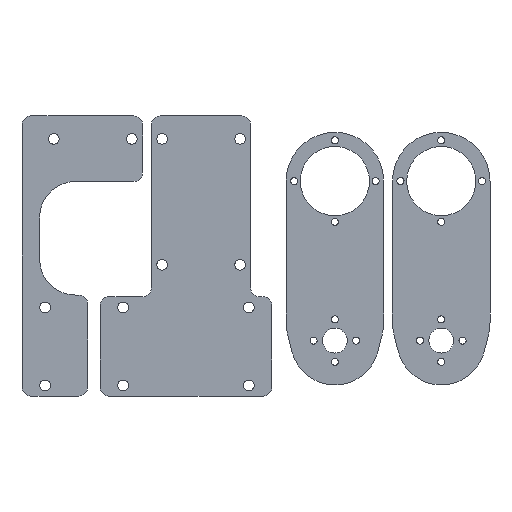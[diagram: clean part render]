
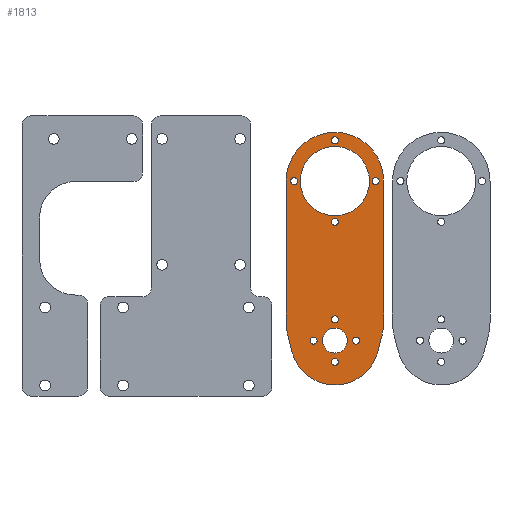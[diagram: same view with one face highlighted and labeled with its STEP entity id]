
A CAD part, front view. The second image highlights one B-rep face of the part: STEP entity #1813.
In plain terms, the highlighted planar face has unit normal (0, -1, 0).
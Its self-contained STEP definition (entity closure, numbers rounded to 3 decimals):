
#21=FACE_BOUND('',#208,.T.);
#22=FACE_BOUND('',#209,.T.);
#23=FACE_BOUND('',#210,.T.);
#24=FACE_BOUND('',#211,.T.);
#25=FACE_BOUND('',#212,.T.);
#26=FACE_BOUND('',#213,.T.);
#27=FACE_BOUND('',#214,.T.);
#28=FACE_BOUND('',#215,.T.);
#29=FACE_BOUND('',#216,.T.);
#30=FACE_BOUND('',#217,.T.);
#86=PLANE('',#1920);
#119=FACE_OUTER_BOUND('',#207,.T.);
#207=EDGE_LOOP('',(#1223,#1224,#1225,#1226,#1227,#1228,#1229,#1230));
#208=EDGE_LOOP('',(#1231,#1232));
#209=EDGE_LOOP('',(#1233,#1234));
#210=EDGE_LOOP('',(#1235,#1236));
#211=EDGE_LOOP('',(#1237,#1238));
#212=EDGE_LOOP('',(#1239));
#213=EDGE_LOOP('',(#1240));
#214=EDGE_LOOP('',(#1241));
#215=EDGE_LOOP('',(#1242));
#216=EDGE_LOOP('',(#1243));
#217=EDGE_LOOP('',(#1244));
#359=LINE('',#2748,#487);
#362=LINE('',#2754,#490);
#363=LINE('',#2758,#491);
#364=LINE('',#2762,#492);
#487=VECTOR('',#2158,10.);
#490=VECTOR('',#2163,10.);
#491=VECTOR('',#2166,10.);
#492=VECTOR('',#2169,10.);
#613=CIRCLE('',#1917,30.);
#615=CIRCLE('',#1921,25.);
#616=CIRCLE('',#1922,30.);
#617=CIRCLE('',#1923,27.5);
#618=CIRCLE('',#1924,2.);
#619=CIRCLE('',#1925,2.);
#620=CIRCLE('',#1926,2.);
#621=CIRCLE('',#1927,2.);
#622=CIRCLE('',#1928,2.);
#623=CIRCLE('',#1929,2.);
#624=CIRCLE('',#1930,2.);
#625=CIRCLE('',#1931,2.);
#626=CIRCLE('',#1932,19.5);
#627=CIRCLE('',#1933,7.);
#628=CIRCLE('',#1934,2.);
#629=CIRCLE('',#1935,2.);
#630=CIRCLE('',#1936,2.);
#631=CIRCLE('',#1937,2.);
#755=VERTEX_POINT('',#2738);
#756=VERTEX_POINT('',#2739);
#759=VERTEX_POINT('',#2747);
#761=VERTEX_POINT('',#2753);
#762=VERTEX_POINT('',#2755);
#763=VERTEX_POINT('',#2757);
#764=VERTEX_POINT('',#2759);
#765=VERTEX_POINT('',#2761);
#766=VERTEX_POINT('',#2764);
#767=VERTEX_POINT('',#2765);
#768=VERTEX_POINT('',#2768);
#769=VERTEX_POINT('',#2769);
#770=VERTEX_POINT('',#2772);
#771=VERTEX_POINT('',#2773);
#772=VERTEX_POINT('',#2776);
#773=VERTEX_POINT('',#2777);
#774=VERTEX_POINT('',#2780);
#775=VERTEX_POINT('',#2782);
#776=VERTEX_POINT('',#2784);
#777=VERTEX_POINT('',#2786);
#778=VERTEX_POINT('',#2788);
#779=VERTEX_POINT('',#2790);
#945=EDGE_CURVE('',#755,#756,#613,.T.);
#949=EDGE_CURVE('',#759,#756,#359,.F.);
#952=EDGE_CURVE('',#755,#761,#362,.T.);
#953=EDGE_CURVE('',#761,#762,#615,.T.);
#954=EDGE_CURVE('',#762,#763,#363,.T.);
#955=EDGE_CURVE('',#764,#763,#616,.T.);
#956=EDGE_CURVE('',#764,#765,#364,.F.);
#957=EDGE_CURVE('',#765,#759,#617,.F.);
#958=EDGE_CURVE('',#766,#767,#618,.T.);
#959=EDGE_CURVE('',#767,#766,#619,.T.);
#960=EDGE_CURVE('',#768,#769,#620,.T.);
#961=EDGE_CURVE('',#769,#768,#621,.T.);
#962=EDGE_CURVE('',#770,#771,#622,.T.);
#963=EDGE_CURVE('',#771,#770,#623,.T.);
#964=EDGE_CURVE('',#772,#773,#624,.T.);
#965=EDGE_CURVE('',#773,#772,#625,.T.);
#966=EDGE_CURVE('',#774,#774,#626,.F.);
#967=EDGE_CURVE('',#775,#775,#627,.T.);
#968=EDGE_CURVE('',#776,#776,#628,.T.);
#969=EDGE_CURVE('',#777,#777,#629,.T.);
#970=EDGE_CURVE('',#778,#778,#630,.T.);
#971=EDGE_CURVE('',#779,#779,#631,.T.);
#1223=ORIENTED_EDGE('',*,*,#945,.F.);
#1224=ORIENTED_EDGE('',*,*,#952,.T.);
#1225=ORIENTED_EDGE('',*,*,#953,.T.);
#1226=ORIENTED_EDGE('',*,*,#954,.T.);
#1227=ORIENTED_EDGE('',*,*,#955,.F.);
#1228=ORIENTED_EDGE('',*,*,#956,.T.);
#1229=ORIENTED_EDGE('',*,*,#957,.T.);
#1230=ORIENTED_EDGE('',*,*,#949,.T.);
#1231=ORIENTED_EDGE('',*,*,#958,.T.);
#1232=ORIENTED_EDGE('',*,*,#959,.T.);
#1233=ORIENTED_EDGE('',*,*,#960,.T.);
#1234=ORIENTED_EDGE('',*,*,#961,.T.);
#1235=ORIENTED_EDGE('',*,*,#962,.T.);
#1236=ORIENTED_EDGE('',*,*,#963,.T.);
#1237=ORIENTED_EDGE('',*,*,#964,.T.);
#1238=ORIENTED_EDGE('',*,*,#965,.T.);
#1239=ORIENTED_EDGE('',*,*,#966,.T.);
#1240=ORIENTED_EDGE('',*,*,#967,.T.);
#1241=ORIENTED_EDGE('',*,*,#968,.T.);
#1242=ORIENTED_EDGE('',*,*,#969,.T.);
#1243=ORIENTED_EDGE('',*,*,#970,.T.);
#1244=ORIENTED_EDGE('',*,*,#971,.T.);
#1813=ADVANCED_FACE('',(#119,#21,#22,#23,#24,#25,#26,#27,#28,#29,#30),#86,
 .T.);
#1917=AXIS2_PLACEMENT_3D('',#2740,#2150,#2151);
#1920=AXIS2_PLACEMENT_3D('',#2752,#2161,#2162);
#1921=AXIS2_PLACEMENT_3D('',#2756,#2164,#2165);
#1922=AXIS2_PLACEMENT_3D('',#2760,#2167,#2168);
#1923=AXIS2_PLACEMENT_3D('',#2763,#2170,#2171);
#1924=AXIS2_PLACEMENT_3D('',#2766,#2172,#2173);
#1925=AXIS2_PLACEMENT_3D('',#2767,#2174,#2175);
#1926=AXIS2_PLACEMENT_3D('',#2770,#2176,#2177);
#1927=AXIS2_PLACEMENT_3D('',#2771,#2178,#2179);
#1928=AXIS2_PLACEMENT_3D('',#2774,#2180,#2181);
#1929=AXIS2_PLACEMENT_3D('',#2775,#2182,#2183);
#1930=AXIS2_PLACEMENT_3D('',#2778,#2184,#2185);
#1931=AXIS2_PLACEMENT_3D('',#2779,#2186,#2187);
#1932=AXIS2_PLACEMENT_3D('',#2781,#2188,#2189);
#1933=AXIS2_PLACEMENT_3D('',#2783,#2190,#2191);
#1934=AXIS2_PLACEMENT_3D('',#2785,#2192,#2193);
#1935=AXIS2_PLACEMENT_3D('',#2787,#2194,#2195);
#1936=AXIS2_PLACEMENT_3D('',#2789,#2196,#2197);
#1937=AXIS2_PLACEMENT_3D('',#2791,#2198,#2199);
#2150=DIRECTION('center_axis',(0.,1.,0.));
#2151=DIRECTION('ref_axis',(-0.992,0.,-0.124));
#2158=DIRECTION('',(0.,0.,1.));
#2161=DIRECTION('center_axis',(0.,-1.,0.));
#2162=DIRECTION('ref_axis',(0.,0.,1.));
#2163=DIRECTION('',(0.246,0.,-0.969));
#2164=DIRECTION('center_axis',(0.,-1.,0.));
#2165=DIRECTION('ref_axis',(0.,0.,
-1.));
#2166=DIRECTION('',(0.246,0.,0.969));
#2167=DIRECTION('center_axis',(0.,1.,0.));
#2168=DIRECTION('ref_axis',(0.992,0.,-0.124));
#2169=DIRECTION('',(0.,0.,-1.));
#2170=DIRECTION('center_axis',(0.,1.,0.));
#2171=DIRECTION('ref_axis',(0.,0.,1.));
#2172=DIRECTION('center_axis',(0.,1.,0.));
#2173=DIRECTION('ref_axis',(0.,0.,1.));
#2174=DIRECTION('center_axis',(0.,1.,0.));
#2175=DIRECTION('ref_axis',(0.,0.,1.));
#2176=DIRECTION('center_axis',(0.,1.,0.));
#2177=DIRECTION('ref_axis',(0.,0.,1.));
#2178=DIRECTION('center_axis',(0.,1.,0.));
#2179=DIRECTION('ref_axis',(0.,0.,1.));
#2180=DIRECTION('center_axis',(0.,1.,0.));
#2181=DIRECTION('ref_axis',(0.,0.,1.));
#2182=DIRECTION('center_axis',(0.,1.,0.));
#2183=DIRECTION('ref_axis',(0.,0.,1.));
#2184=DIRECTION('center_axis',(0.,1.,0.));
#2185=DIRECTION('ref_axis',(0.,0.,1.));
#2186=DIRECTION('center_axis',(0.,1.,0.));
#2187=DIRECTION('ref_axis',(0.,0.,1.));
#2188=DIRECTION('center_axis',(0.,-1.,0.));
#2189=DIRECTION('ref_axis',(0.,0.,
-1.));
#2190=DIRECTION('center_axis',(0.,1.,0.));
#2191=DIRECTION('ref_axis',(0.,0.,1.));
#2192=DIRECTION('center_axis',(0.,1.,0.));
#2193=DIRECTION('ref_axis',(0.,0.,1.));
#2194=DIRECTION('center_axis',(0.,1.,0.));
#2195=DIRECTION('ref_axis',(0.,0.,1.));
#2196=DIRECTION('center_axis',(0.,1.,0.));
#2197=DIRECTION('ref_axis',(0.,0.,1.));
#2198=DIRECTION('center_axis',(0.,1.,0.));
#2199=DIRECTION('ref_axis',(0.,0.,1.));
#2738=CARTESIAN_POINT('',(48.752,40.132,35.343));
#2739=CARTESIAN_POINT('',(47.832,40.132,42.714));
#2740=CARTESIAN_POINT('Origin',(77.832,40.132,42.714));
#2747=CARTESIAN_POINT('',(47.832,40.132,122.228));
#2748=CARTESIAN_POINT('',(47.832,40.132,48.228));
#2752=CARTESIAN_POINT('Origin',(75.332,40.132,64.228));
#2753=CARTESIAN_POINT('',(51.099,40.132,26.085));
#2754=CARTESIAN_POINT('',(47.288,40.132,41.119));
#2755=CARTESIAN_POINT('',(99.566,40.132,26.085));
#2756=CARTESIAN_POINT('Origin',(75.332,40.132,32.228));
#2757=CARTESIAN_POINT('',(101.913,40.132,35.343));
#2758=CARTESIAN_POINT('',(111.76,40.132,74.191));
#2759=CARTESIAN_POINT('',(102.832,40.132,42.714));
#2760=CARTESIAN_POINT('Origin',(72.832,40.132,42.714));
#2761=CARTESIAN_POINT('',(102.832,40.132,122.228));
#2762=CARTESIAN_POINT('',(102.832,40.132,90.728));
#2763=CARTESIAN_POINT('Origin',(75.332,40.132,122.228));
#2764=CARTESIAN_POINT('',(96.332,40.132,122.228));
#2765=CARTESIAN_POINT('',(98.332,40.132,120.228));
#2766=CARTESIAN_POINT('Origin',(98.332,40.132,122.228));
#2767=CARTESIAN_POINT('Origin',(98.332,40.132,122.228));
#2768=CARTESIAN_POINT('',(75.332,40.132,101.228));
#2769=CARTESIAN_POINT('',(75.332,40.132,97.228));
#2770=CARTESIAN_POINT('Origin',(75.332,40.132,99.228));
#2771=CARTESIAN_POINT('Origin',(75.332,40.132,99.228));
#2772=CARTESIAN_POINT('',(73.334,40.132,145.141));
#2773=CARTESIAN_POINT('',(75.332,40.132,143.228));
#2774=CARTESIAN_POINT('Origin',(75.332,40.132,145.228));
#2775=CARTESIAN_POINT('Origin',(75.332,40.132,145.228));
#2776=CARTESIAN_POINT('',(52.419,40.132,120.23));
#2777=CARTESIAN_POINT('',(52.332,40.132,120.228));
#2778=CARTESIAN_POINT('Origin',(52.332,40.132,122.228));
#2779=CARTESIAN_POINT('Origin',(52.332,40.132,122.228));
#2780=CARTESIAN_POINT('',(75.332,40.132,141.728));
#2781=CARTESIAN_POINT('Origin',(75.332,40.132,122.228));
#2782=CARTESIAN_POINT('',(75.332,40.132,25.228));
#2783=CARTESIAN_POINT('Origin',(75.332,40.132,32.228));
#2784=CARTESIAN_POINT('',(75.332,40.132,18.228));
#2785=CARTESIAN_POINT('Origin',(75.332,40.132,20.228));
#2786=CARTESIAN_POINT('',(63.332,40.132,30.228));
#2787=CARTESIAN_POINT('Origin',(63.332,40.132,32.228));
#2788=CARTESIAN_POINT('',(75.332,40.132,42.228));
#2789=CARTESIAN_POINT('Origin',(75.332,40.132,44.228));
#2790=CARTESIAN_POINT('',(87.332,40.132,30.228));
#2791=CARTESIAN_POINT('Origin',(87.332,40.132,32.228));
